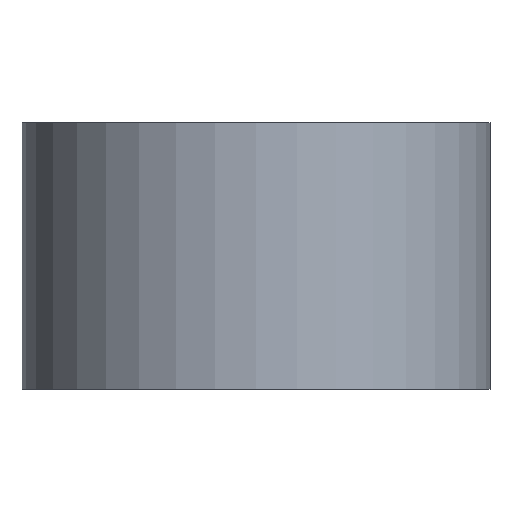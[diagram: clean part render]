
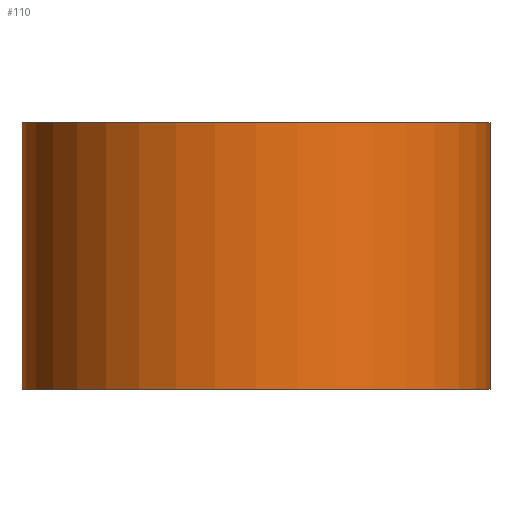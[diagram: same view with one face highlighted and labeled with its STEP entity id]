
A CAD part, front view. The second image highlights one B-rep face of the part: STEP entity #110.
In plain terms, the highlighted cylindrical face has radius 27.178 mm (diameter 54.356 mm), a full revolution.
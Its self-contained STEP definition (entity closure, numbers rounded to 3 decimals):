
#72=CYLINDRICAL_SURFACE('',#187,27.178);
#79=ORIENTED_EDGE('',*,*,#82,.F.);
#80=ORIENTED_EDGE('',*,*,#84,.T.);
#82=EDGE_CURVE('',#86,#86,#162,.T.);
#84=EDGE_CURVE('',#88,#88,#164,.T.);
#86=VERTEX_POINT('',#277);
#88=VERTEX_POINT('',#282);
#95=EDGE_LOOP('',(#79));
#96=EDGE_LOOP('',(#80));
#103=FACE_BOUND('',#95,.T.);
#104=FACE_BOUND('',#96,.T.);
#110=ADVANCED_FACE('',(#103,#104),#72,.T.);
#162=CIRCLE('',#182,27.178);
#164=CIRCLE('',#185,27.178);
#182=AXIS2_PLACEMENT_3D('',#276,#222,#223);
#185=AXIS2_PLACEMENT_3D('',#281,#228,#229);
#187=AXIS2_PLACEMENT_3D('',#284,#232,#233);
#222=DIRECTION('',(0.,0.,1.));
#223=DIRECTION('',(1.,0.,0.));
#228=DIRECTION('',(0.,0.,1.));
#229=DIRECTION('',(1.,0.,0.));
#232=DIRECTION('',(0.,0.,1.));
#233=DIRECTION('',(1.,0.,0.));
#276=CARTESIAN_POINT('',(0.,0.,31.));
#277=CARTESIAN_POINT('',(27.178,0.,31.));
#281=CARTESIAN_POINT('',(0.,0.,0.));
#282=CARTESIAN_POINT('',(27.178,0.,0.));
#284=CARTESIAN_POINT('',(0.,0.,-9.));
